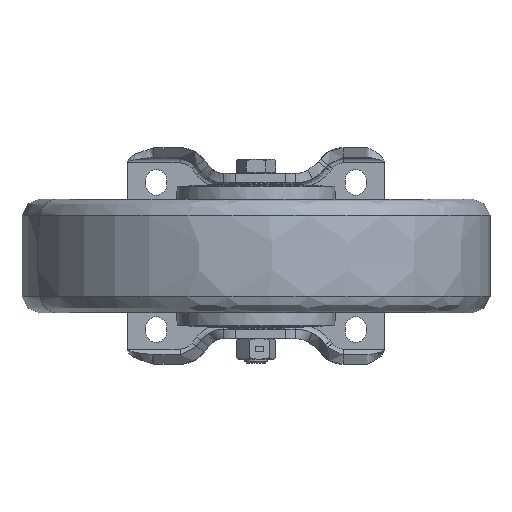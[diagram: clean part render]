
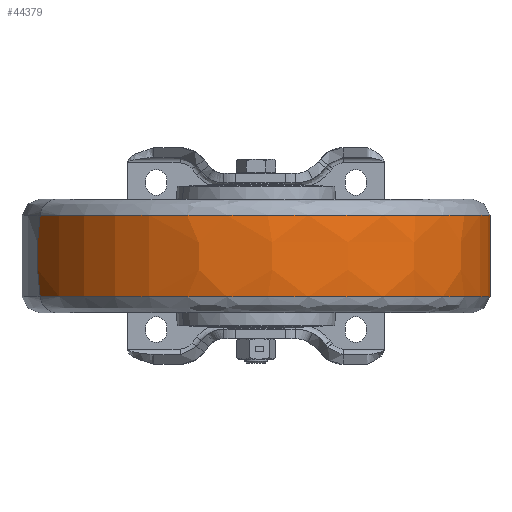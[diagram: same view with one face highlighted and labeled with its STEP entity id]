
A CAD part, front view. The second image highlights one B-rep face of the part: STEP entity #44379.
In plain terms, the highlighted free-form (B-spline) face has degree [3, 3] with [4, 4] control points.
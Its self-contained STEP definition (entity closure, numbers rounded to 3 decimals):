
#2005 = CARTESIAN_POINT ( 'NONE',  ( -18.139, -452.169, -7.221 ) ) ;
#5038 = ORIENTED_EDGE ( 'NONE', *, *, #8057, .T. ) ;
#5314 = DIRECTION ( 'NONE',  ( 0.388, -0.921, 0. ) ) ;
#5506 = CARTESIAN_POINT ( 'NONE',  ( 115.695, -123.222, 7.221 ) ) ;
#6392 = AXIS2_PLACEMENT_3D ( 'NONE', #40062, #19223, #43550 ) ;
#7983 = ORIENTED_EDGE ( 'NONE', *, *, #10368, .T. ) ;
#8057 = EDGE_CURVE ( 'NONE', #15824, #30035, #30336, .T. ) ;
#9029 = CARTESIAN_POINT ( 'NONE',  ( -18.139, -452.169, 7.221 ) ) ;
#9076 = VERTEX_POINT ( 'NONE', #21657 ) ;
#10368 = EDGE_CURVE ( 'NONE', #30035, #9076, #44280, .T. ) ;
#10938 = CARTESIAN_POINT ( 'NONE',  ( -113.652, -219.917, -21.493 ) ) ;
#12040 = EDGE_LOOP ( 'NONE', ( #5038, #7983, #34358, #23175 ) ) ;
#12588 = CARTESIAN_POINT ( 'NONE',  ( 113.652, -124.083, 21.493 ) ) ;
#13585 = EDGE_CURVE ( 'NONE', #9076, #41489, #34067, .T. ) ;
#15824 = VERTEX_POINT ( 'NONE', #10938 ) ;
#15914 = CARTESIAN_POINT ( 'NONE',  ( 209.486, -351.388, -21.493 ) ) ;
#16063 = CARTESIAN_POINT ( 'NONE',  ( -17.819, -447.221, 21.493 ) ) ;
#17830 = DIRECTION ( 'NONE',  ( 0., 0., 1. ) ) ;
#19223 = DIRECTION ( 'NONE',  ( -0.388, 0.921, 0. ) ) ;
#19430 = CARTESIAN_POINT ( 'NONE',  ( -113.652, -219.917, -21.493 ) ) ;
#20276 = DIRECTION ( 'NONE',  ( 0., 0., -1. ) ) ;
#20516 = EDGE_CURVE ( 'NONE', #15824, #41489, #27124, .T. ) ;
#21657 = CARTESIAN_POINT ( 'NONE',  ( 113.652, -124.083, 21.493 ) ) ;
#22782 = CARTESIAN_POINT ( 'NONE',  ( 113.652, -124.083, -21.493 ) ) ;
#22948 = CARTESIAN_POINT ( 'NONE',  ( 213.252, -354.612, -7.221 ) ) ;
#23175 = ORIENTED_EDGE ( 'NONE', *, *, #20516, .F. ) ;
#23374 = AXIS2_PLACEMENT_3D ( 'NONE', #42467, #17830, #38244 ) ;
#23493 = AXIS2_PLACEMENT_3D ( 'NONE', #26246, #5314, #29779 ) ;
#24323 = FACE_OUTER_BOUND ( 'NONE', #12040, .T. ) ;
#26246 = CARTESIAN_POINT ( 'NONE',  ( -13.822, -177.827, 0. ) ) ;
#26440 = CARTESIAN_POINT ( 'NONE',  ( -115.695, -220.778, -7.221 ) ) ;
#27124 = CIRCLE ( 'NONE', #6392, 140. ) ;
#29779 = DIRECTION ( 'NONE',  ( 0.921, 0.388, 0. ) ) ;
#29958 = CARTESIAN_POINT ( 'NONE',  ( 213.252, -354.612, 7.221 ) ) ;
#30035 = VERTEX_POINT ( 'NONE', #39848 ) ;
#30336 = CIRCLE ( 'NONE', #23374, 123.34 ) ;
#33427 = CARTESIAN_POINT ( 'NONE',  ( -115.695, -220.778, 7.221 ) ) ;
#34067 = CIRCLE ( 'NONE', #44512, 123.34 ) ;
#34358 = ORIENTED_EDGE ( 'NONE', *, *, #13585, .T. ) ;
#36904 = CARTESIAN_POINT ( 'NONE',  ( 209.486, -351.388, 21.493 ) ) ;
#38244 = DIRECTION ( 'NONE',  ( -0.921, -0.388, 0. ) ) ;
#39355 =( BOUNDED_SURFACE ( )  B_SPLINE_SURFACE ( 3, 3, ( 
 ( #22782, #15914, #40253, #19430 ),
 ( #43754, #22948, #2005, #26440 ),
 ( #5506, #29958, #9029, #33427 ),
 ( #12588, #36904, #16063, #40409 ) ),
 .UNSPECIFIED., .F., .F., .F. ) 
 B_SPLINE_SURFACE_WITH_KNOTS ( ( 4, 4 ),
 ( 4, 4 ),
 ( 0., 1. ),
 ( 0., 1. ),
 .UNSPECIFIED. ) 
 GEOMETRIC_REPRESENTATION_ITEM ( )  RATIONAL_B_SPLINE_SURFACE ( (
 ( 1., 0.333, 0.333, 1.),
 ( 0.992, 0.331, 0.331, 0.992),
 ( 0.992, 0.331, 0.331, 0.992),
 ( 1., 0.333, 0.333, 1.) ) ) 
 REPRESENTATION_ITEM ( '' )  SURFACE ( )  );
#39848 = CARTESIAN_POINT ( 'NONE',  ( 113.652, -124.083, -21.493 ) ) ;
#40062 = CARTESIAN_POINT ( 'NONE',  ( 13.822, -166.173, 0. ) ) ;
#40253 = CARTESIAN_POINT ( 'NONE',  ( -17.819, -447.221, -21.493 ) ) ;
#40409 = CARTESIAN_POINT ( 'NONE',  ( -113.652, -219.917, 21.493 ) ) ;
#41080 = CARTESIAN_POINT ( 'NONE',  ( 0., -172., 21.493 ) ) ;
#41101 = CARTESIAN_POINT ( 'NONE',  ( -113.652, -219.917, 21.493 ) ) ;
#41489 = VERTEX_POINT ( 'NONE', #41101 ) ;
#42467 = CARTESIAN_POINT ( 'NONE',  ( 0., -172., -21.493 ) ) ;
#43550 = DIRECTION ( 'NONE',  ( -0.921, -0.388, 0. ) ) ;
#43754 = CARTESIAN_POINT ( 'NONE',  ( 115.695, -123.222, -7.221 ) ) ;
#44280 = CIRCLE ( 'NONE', #23493, 140. ) ;
#44379 = ADVANCED_FACE ( 'NONE', ( #24323 ), #39355, .T. ) ;
#44512 = AXIS2_PLACEMENT_3D ( 'NONE', #41080, #20276, #44557 ) ;
#44557 = DIRECTION ( 'NONE',  ( -0.921, -0.388, 0. ) ) ;
